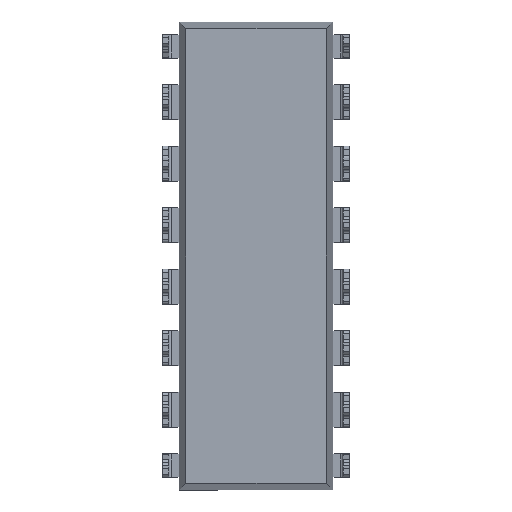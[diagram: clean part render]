
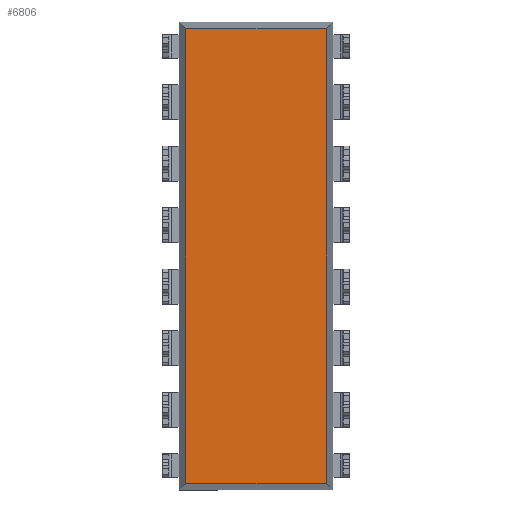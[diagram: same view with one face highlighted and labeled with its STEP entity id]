
A CAD part, front view. The second image highlights one B-rep face of the part: STEP entity #6806.
In plain terms, the highlighted planar face has unit normal (0, -1, 0).
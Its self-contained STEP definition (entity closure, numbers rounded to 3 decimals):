
#160 = CARTESIAN_POINT ( 'NONE',  ( -2.891, 0.508, 9.652 ) ) ;
#357 = ORIENTED_EDGE ( 'NONE', *, *, #10651, .T. ) ;
#363 = EDGE_CURVE ( 'NONE', #14706, #10474, #12212, .T. ) ;
#466 = DIRECTION ( 'NONE',  ( 1., 0., 0. ) ) ;
#470 = LINE ( 'NONE', #4999, #7328 ) ;
#696 = AXIS2_PLACEMENT_3D ( 'NONE', #7372, #8686, #466 ) ;
#779 = VECTOR ( 'NONE', #13787, 1000. ) ;
#885 = EDGE_CURVE ( 'NONE', #6477, #3428, #470, .T. ) ;
#1863 = VECTOR ( 'NONE', #7759, 1000. ) ;
#1936 = VECTOR ( 'NONE', #6812, 1000. ) ;
#2751 = LINE ( 'NONE', #160, #779 ) ;
#3362 = ORIENTED_EDGE ( 'NONE', *, *, #3719, .T. ) ;
#3428 = VERTEX_POINT ( 'NONE', #14644 ) ;
#3516 = ORIENTED_EDGE ( 'NONE', *, *, #885, .T. ) ;
#3719 = EDGE_CURVE ( 'NONE', #3428, #14706, #2751, .T. ) ;
#4999 = CARTESIAN_POINT ( 'NONE',  ( 3.175, 0.508, 9.368 ) ) ;
#6477 = VERTEX_POINT ( 'NONE', #10751 ) ;
#6792 = EDGE_LOOP ( 'NONE', ( #357, #3516, #3362, #9427 ) ) ;
#6806 = ADVANCED_FACE ( 'NONE', ( #12648 ), #8193, .T. ) ;
#6812 = DIRECTION ( 'NONE',  ( 0., 0., 1. ) ) ;
#6960 = CARTESIAN_POINT ( 'NONE',  ( 2.891, 0.508, -9.652 ) ) ;
#7328 = VECTOR ( 'NONE', #8415, 1000. ) ;
#7372 = CARTESIAN_POINT ( 'NONE',  ( 0., 0.508, 0. ) ) ;
#7437 = CARTESIAN_POINT ( 'NONE',  ( -2.891, 0.508, -9.368 ) ) ;
#7439 = CARTESIAN_POINT ( 'NONE',  ( 2.891, 0.508, -9.368 ) ) ;
#7759 = DIRECTION ( 'NONE',  ( 1., 0., 0. ) ) ;
#8193 = PLANE ( 'NONE',  #696 ) ;
#8415 = DIRECTION ( 'NONE',  ( -1., 0., 0. ) ) ;
#8686 = DIRECTION ( 'NONE',  ( 0., -1., 0. ) ) ;
#8866 = CARTESIAN_POINT ( 'NONE',  ( -3.175, 0.508, -9.368 ) ) ;
#9427 = ORIENTED_EDGE ( 'NONE', *, *, #363, .T. ) ;
#10474 = VERTEX_POINT ( 'NONE', #7439 ) ;
#10651 = EDGE_CURVE ( 'NONE', #10474, #6477, #11172, .T. ) ;
#10751 = CARTESIAN_POINT ( 'NONE',  ( 2.891, 0.508, 9.368 ) ) ;
#11172 = LINE ( 'NONE', #6960, #1936 ) ;
#12212 = LINE ( 'NONE', #8866, #1863 ) ;
#12648 = FACE_OUTER_BOUND ( 'NONE', #6792, .T. ) ;
#13787 = DIRECTION ( 'NONE',  ( 0., 0., -1. ) ) ;
#14644 = CARTESIAN_POINT ( 'NONE',  ( -2.891, 0.508, 9.368 ) ) ;
#14706 = VERTEX_POINT ( 'NONE', #7437 ) ;
